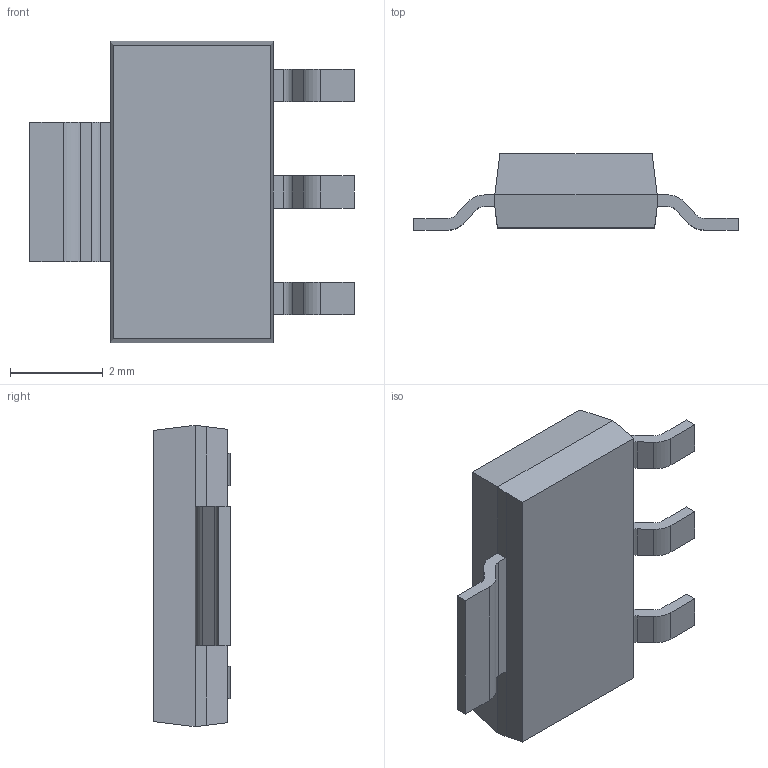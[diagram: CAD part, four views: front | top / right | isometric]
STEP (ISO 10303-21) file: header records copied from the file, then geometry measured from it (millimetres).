
FILE_DESCRIPTION(/* description */ ('Unknown'),/* implementation_level */ '2;1');
FILE_NAME(/* name */ 's_sot223',/* time_stamp */ '2019-08-20T22:19:28+02:00',/* author */ ('Unknown'),/* organization */ ('Unknown'),/* preprocessor_version */ 'ST-DEVELOPER v16.7',/* originating_system */ 'DEX',/* authorisation */ $);
FILE_SCHEMA (('AUTOMOTIVE_DESIGN {1 0 10303 214 3 1 1}'));
Length unit declared in the file: millimetre
Products named in the file (2): s_sot223; ALSRobot-SOT-223
Assembly tree (1 placements, depth 2):
  s_sot223
    ALSRobot-SOT-223
Bounding box: 7 x 1.65 x 6.5 mm (x, y, z)
Volume: 37.5 mm3; surface area: 97.3 mm2
Topology: 1 solids, 1 shells, 68 faces, 178 edges, 112 vertices
Faces by surface type: plane 52, cylinder 16
Entity records: 2574 total; most frequent: CARTESIAN_POINT 360, ORIENTED_EDGE 356, DIRECTION 350, EDGE_CURVE 178, LINE 146, VECTOR 146, VERTEX_POINT 112, AXIS2_PLACEMENT_3D 102
